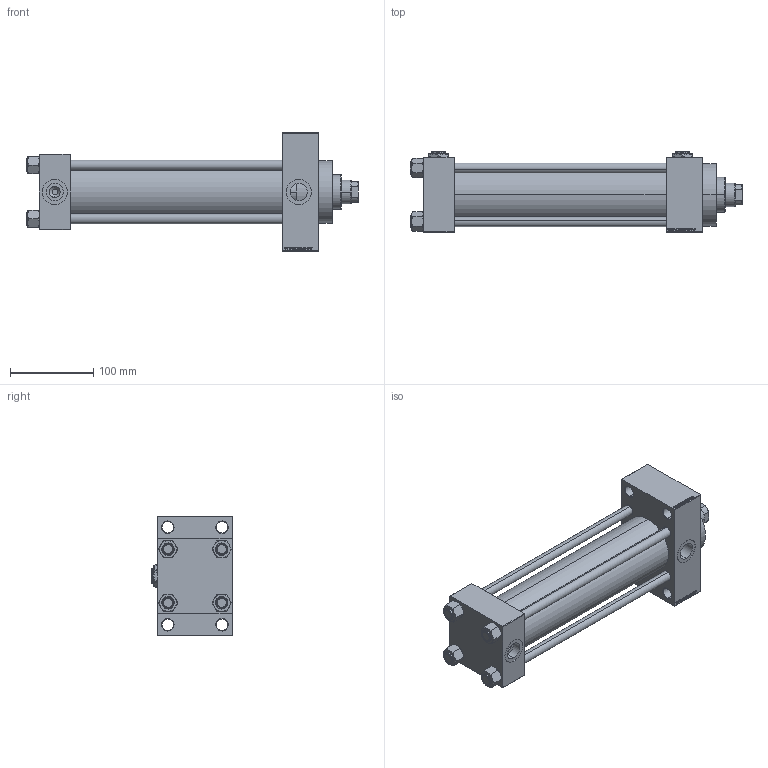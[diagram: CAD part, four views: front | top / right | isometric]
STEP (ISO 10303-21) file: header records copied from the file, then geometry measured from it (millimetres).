
FILE_DESCRIPTION (( 'STEP AP203' ), '1' );
FILE_NAME ('8b0c.STEP', '2023-08-22T16:20:16', ( '' ), ( '' ), 'SwSTEP 2.0', 'SolidWorks 2019', '' );
FILE_SCHEMA (( 'CONFIG_CONTROL_DESIGN' ));
Length unit declared in the file: millimetre
Products named in the file (7): NUT_M5_D 407725e07513fac19a9964e8112c03e2; V215CR_D_TYCINKA 407725e07513fac19a9964e8112c03e2; V215CR_VCP_D 407725e07513fac19a9964e8112c03e2; Zatka_pro_OIL_PORT 407725e07513fac19a9964e8112c03e2; 8b0c; V215CR_D_Body 407725e07513fac19a9964e8112c03e2; V215_VC_A 407725e07513fac19a9964e8112c03e2
Assembly tree (13 placements, depth 2):
  8b0c
    V215CR_D_Body 407725e07513fac19a9964e8112c03e2
    V215CR_VCP_D 407725e07513fac19a9964e8112c03e2
    NUT_M5_D 407725e07513fac19a9964e8112c03e2  x4
    V215CR_D_TYCINKA 407725e07513fac19a9964e8112c03e2  x4
    V215_VC_A 407725e07513fac19a9964e8112c03e2
    Zatka_pro_OIL_PORT 407725e07513fac19a9964e8112c03e2  x2
Bounding box: 398 x 97 x 142 mm (x, y, z)
Volume: 1429141.3 mm3; surface area: 330659.6 mm2
Topology: 13 solids, 13 shells, 1205 faces, 2984 edges, 1921 vertices
Faces by surface type: plane 545, bspline 368, cone 184, cylinder 100, torus 8
Entity records: 49281 total; most frequent: CARTESIAN_POINT 25705, ORIENTED_EDGE 5268, DIRECTION 3452, EDGE_CURVE 2634, VERTEX_POINT 1719, VECTOR 1552, LINE 1552, EDGE_LOOP 1181
